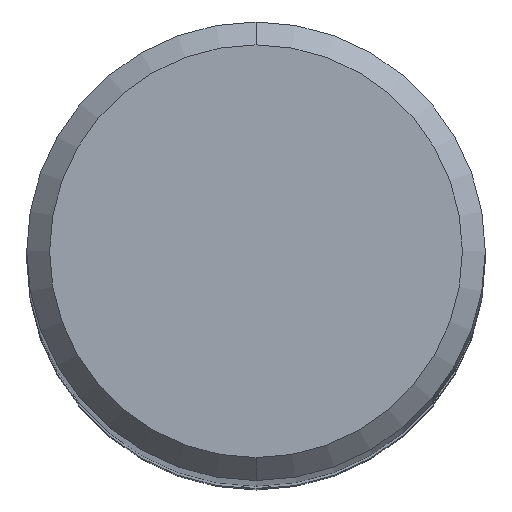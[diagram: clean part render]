
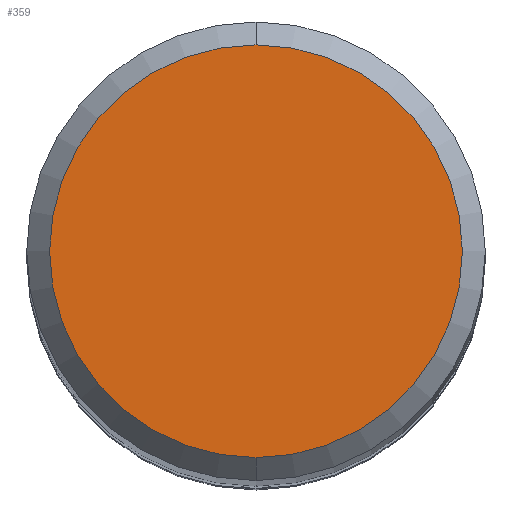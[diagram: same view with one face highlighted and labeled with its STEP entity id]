
A CAD part, top view. The second image highlights one B-rep face of the part: STEP entity #359.
In plain terms, the highlighted planar face has unit normal (0, 0, 1).
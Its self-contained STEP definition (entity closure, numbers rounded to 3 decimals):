
#291=EDGE_CURVE('',#417,#299,#633,.T.);
#299=VERTEX_POINT('',#644);
#315=EDGE_CURVE('',#299,#417,#661,.T.);
#359=ADVANCED_FACE('',(#708),#709,.T.);
#417=VERTEX_POINT('',#772);
#633=CIRCLE('',#1169,4.5);
#644=CARTESIAN_POINT('',(0.,-4.5,0.0));
#661=CIRCLE('',#1219,4.5);
#708=FACE_OUTER_BOUND('',#1282,.T.);
#709=PLANE('',#1283);
#772=CARTESIAN_POINT('',(0.0,4.5,0.0));
#1169=AXIS2_PLACEMENT_3D('',#1717,#1718,#1719);
#1219=AXIS2_PLACEMENT_3D('',#1750,#1751,#1752);
#1282=EDGE_LOOP('',(#1796,#1797));
#1283=AXIS2_PLACEMENT_3D('',#1798,#1799,#1800);
#1717=CARTESIAN_POINT('',(0.0,0.0,0.0));
#1718=DIRECTION('',(0.0,0.0,-1.0));
#1719=DIRECTION('',(0.0,1.0,0.0));
#1750=CARTESIAN_POINT('',(0.0,0.0,0.0));
#1751=DIRECTION('',(0.0,0.0,-1.0));
#1752=DIRECTION('',(0.0,1.0,0.0));
#1796=ORIENTED_EDGE('',*,*,#291,.F.);
#1797=ORIENTED_EDGE('',*,*,#315,.F.);
#1798=CARTESIAN_POINT('',(0.0,2.25,0.0));
#1799=DIRECTION('',(-0.0,0.0,1.0));
#1800=DIRECTION('',(0.0,-1.0,0.0));
